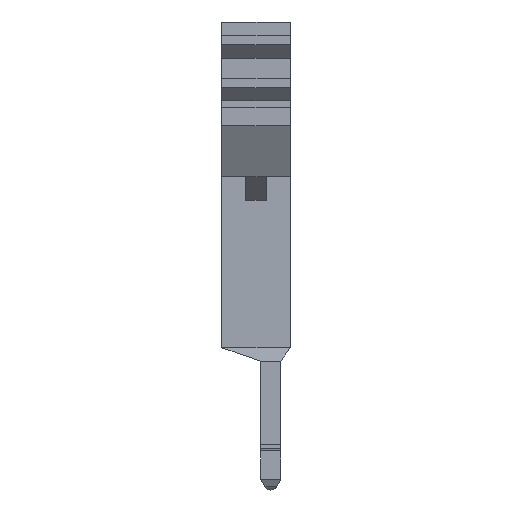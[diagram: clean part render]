
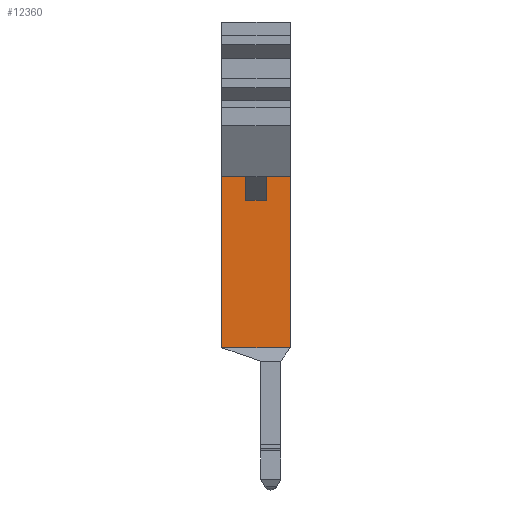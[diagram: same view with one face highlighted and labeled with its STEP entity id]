
A CAD part, front view. The second image highlights one B-rep face of the part: STEP entity #12360.
In plain terms, the highlighted face is planar.
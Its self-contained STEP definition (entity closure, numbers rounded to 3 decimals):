
#4900=CARTESIAN_POINT('',(11.594,26.205,
-2.55));
#4910=VERTEX_POINT('',#4900);
#4940=CARTESIAN_POINT('',(11.594,0.,
-2.55));
#4950=DIRECTION('',(0.,-1.,0.));
#4960=VECTOR('',#4950,1.);
#4970=LINE('',#4940,#4960);
#4980=CARTESIAN_POINT('',(11.594,42.105,
-2.55));
#4990=VERTEX_POINT('',#4980);
#5000=EDGE_CURVE('',#4990,#4910,#4970,.T.);
#5450=CARTESIAN_POINT('',(11.594,42.105,
2.55));
#5460=VERTEX_POINT('',#5450);
#5490=CARTESIAN_POINT('',(11.594,0.,
2.55));
#5500=DIRECTION('',(0.,1.,0.));
#5510=VECTOR('',#5500,1.);
#5520=LINE('',#5490,#5510);
#5530=CARTESIAN_POINT('',(11.594,26.205,
2.55));
#5540=VERTEX_POINT('',#5530);
#5550=EDGE_CURVE('',#5540,#5460,#5520,.T.);
#11830=CARTESIAN_POINT('',(11.594,41.605,
2.55));
#11840=DIRECTION('',(-1.,0.,0.));
#11850=DIRECTION('',(0.,1.,0.));
#11860=AXIS2_PLACEMENT_3D('',#11830,#11840,#11850);
#11870=PLANE('',#11860);
#11880=ORIENTED_EDGE('',*,*,#5550,.F.);
#11890=CARTESIAN_POINT('',(11.594,42.105,
0.));
#11900=DIRECTION('',(0.,0.,-1.));
#11910=VECTOR('',#11900,1.);
#11920=LINE('',#11890,#11910);
#11930=CARTESIAN_POINT('',(11.594,42.105,
0.75));
#11940=VERTEX_POINT('',#11930);
#11950=EDGE_CURVE('',#5460,#11940,#11920,.T.);
#11960=ORIENTED_EDGE('',*,*,#11950,.F.);
#11970=CARTESIAN_POINT('',(11.594,0.,
0.75));
#11980=DIRECTION('',(0.,1.,0.));
#11990=VECTOR('',#11980,1.);
#12000=LINE('',#11970,#11990);
#12010=CARTESIAN_POINT('',(11.594,39.688,
0.75));
#12020=VERTEX_POINT('',#12010);
#12030=EDGE_CURVE('',#12020,#11940,#12000,.T.);
#12040=ORIENTED_EDGE('',*,*,#12030,.T.);
#12050=CARTESIAN_POINT('',(11.594,39.688,
0.));
#12060=DIRECTION('',(0.,0.,-1.));
#12070=VECTOR('',#12060,1.);
#12080=LINE('',#12050,#12070);
#12090=CARTESIAN_POINT('',(11.594,39.688,
-0.75));
#12100=VERTEX_POINT('',#12090);
#12110=EDGE_CURVE('',#12020,#12100,#12080,.T.);
#12120=ORIENTED_EDGE('',*,*,#12110,.F.);
#12130=CARTESIAN_POINT('',(11.594,0.,
-0.75));
#12140=DIRECTION('',(0.,1.,0.));
#12150=VECTOR('',#12140,1.);
#12160=LINE('',#12130,#12150);
#12170=CARTESIAN_POINT('',(11.594,42.105,
-0.75));
#12180=VERTEX_POINT('',#12170);
#12190=EDGE_CURVE('',#12100,#12180,#12160,.T.);
#12200=ORIENTED_EDGE('',*,*,#12190,.F.);
#12210=CARTESIAN_POINT('',(11.594,42.105,
0.));
#12220=DIRECTION('',(0.,0.,-1.));
#12230=VECTOR('',#12220,1.);
#12240=LINE('',#12210,#12230);
#12250=EDGE_CURVE('',#12180,#4990,#12240,.T.);
#12260=ORIENTED_EDGE('',*,*,#12250,.F.);
#12270=ORIENTED_EDGE('',*,*,#5000,.F.);
#12280=CARTESIAN_POINT('',(11.594,26.205,
0.));
#12290=DIRECTION('',(0.,0.,-1.));
#12300=VECTOR('',#12290,1.);
#12310=LINE('',#12280,#12300);
#12320=EDGE_CURVE('',#5540,#4910,#12310,.T.);
#12330=ORIENTED_EDGE('',*,*,#12320,.T.);
#12340=EDGE_LOOP('',(#12330,#12270,#12260,#12200,#12120,#12040,#11960,
#11880));
#12350=FACE_OUTER_BOUND('',#12340,.T.);
#12360=ADVANCED_FACE('',(#12350),#11870,.F.);
